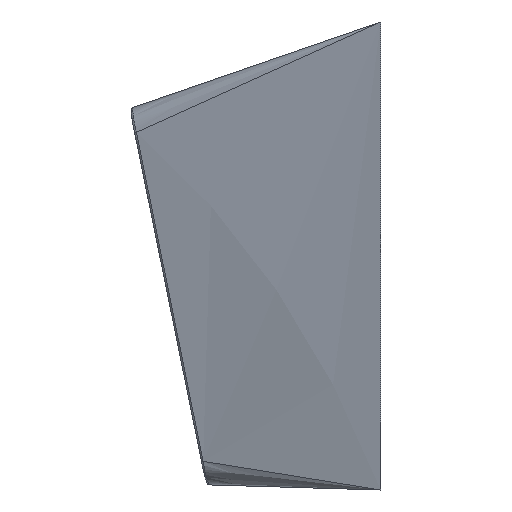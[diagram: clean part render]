
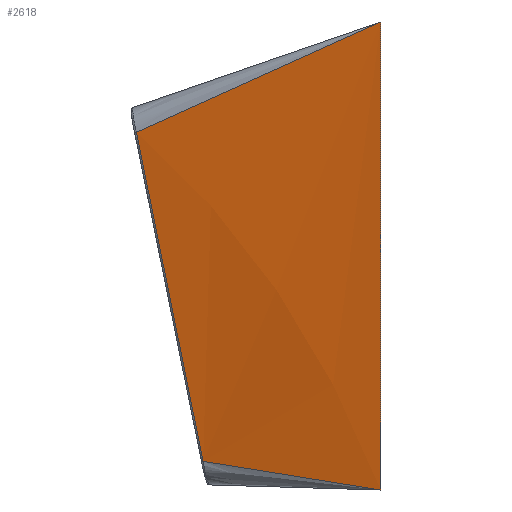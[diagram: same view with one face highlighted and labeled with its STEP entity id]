
A CAD part, left-side view. The second image highlights one B-rep face of the part: STEP entity #2618.
In plain terms, the highlighted free-form (B-spline) face has degree [3, 1] with [6, 2] control points.
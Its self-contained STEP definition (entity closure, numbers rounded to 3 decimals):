
#42 = B_SPLINE_SURFACE_WITH_KNOTS ( 'NONE', 3, 1, ( 
 ( #1753, #2446 ),
 ( #1511, #2684 ),
 ( #2193, #2956 ),
 ( #2706, #2234 ),
 ( #2202, #46 ),
 ( #1973, #57 ) ),
 .UNSPECIFIED., .F., .F., .F.,
 ( 4, 2, 4 ),
 ( 2, 2 ),
 ( 0., 0.5, 1. ),
 ( 0., 1. ),
 .UNSPECIFIED. ) ;
#46 = CARTESIAN_POINT ( 'NONE',  ( 2.65, 9.175, 12.26 ) ) ;
#57 = CARTESIAN_POINT ( 'NONE',  ( 2.65, 9.666, 14.672 ) ) ;
#81 = ORIENTED_EDGE ( 'NONE', *, *, #1049, .F. ) ;
#125 = CARTESIAN_POINT ( 'NONE',  ( 0., 0., 0. ) ) ;
#302 = LINE ( 'NONE', #1896, #2761 ) ;
#385 = B_SPLINE_CURVE_WITH_KNOTS ( 'NONE', 3,
 ( #1713, #1664, #1203, #2377 ),
 .UNSPECIFIED., .F., .F.,
 ( 4, 4 ),
 ( 0., 0.991 ),
 .UNSPECIFIED. ) ;
#473 = FACE_OUTER_BOUND ( 'NONE', #1379, .T. ) ;
#614 = CARTESIAN_POINT ( 'NONE',  ( 2.626, 8.097, 7.335 ) ) ;
#702 = CARTESIAN_POINT ( 'NONE',  ( 0., 0., 0. ) ) ;
#803 = VERTEX_POINT ( 'NONE', #2354 ) ;
#815 = CARTESIAN_POINT ( 'NONE',  ( 2.628, 9.049, 12.032 ) ) ;
#831 = VERTEX_POINT ( 'NONE', #702 ) ;
#859 = CARTESIAN_POINT ( 'NONE',  ( 2.628, 8.699, 10.307 ) ) ;
#1049 = EDGE_CURVE ( 'NONE', #1278, #831, #302, .T. ) ;
#1057 = CARTESIAN_POINT ( 'NONE',  ( 2.626, 7.844, 6.089 ) ) ;
#1080 = CARTESIAN_POINT ( 'NONE',  ( 1.817, 4.666, 0.778 ) ) ;
#1091 = ORIENTED_EDGE ( 'NONE', *, *, #2448, .T. ) ;
#1203 = CARTESIAN_POINT ( 'NONE',  ( 1.83, 6.613, 15.035 ) ) ;
#1278 = VERTEX_POINT ( 'NONE', #1704 ) ;
#1323 = B_SPLINE_CURVE_WITH_KNOTS ( 'NONE', 3,
 ( #1330, #1080, #2510, #125 ),
 .UNSPECIFIED., .F., .F.,
 ( 4, 4 ),
 ( 0.011, 1. ),
 .UNSPECIFIED. ) ;
#1330 = CARTESIAN_POINT ( 'NONE',  ( 2.623, 6.834, 1.101 ) ) ;
#1379 = EDGE_LOOP ( 'NONE', ( #1091, #1909, #1816, #81 ) ) ;
#1511 = CARTESIAN_POINT ( 'NONE',  ( 0., 0., 3. ) ) ;
#1529 = CARTESIAN_POINT ( 'NONE',  ( 2.625, 7.591, 4.842 ) ) ;
#1664 = CARTESIAN_POINT ( 'NONE',  ( 0.954, 3.479, 16.45 ) ) ;
#1704 = CARTESIAN_POINT ( 'NONE',  ( 0., 0., 18. ) ) ;
#1713 = CARTESIAN_POINT ( 'NONE',  ( 0., 0., 18. ) ) ;
#1753 = CARTESIAN_POINT ( 'NONE',  ( 0., 0., 0. ) ) ;
#1772 = CARTESIAN_POINT ( 'NONE',  ( 2.625, 7.339, 3.595 ) ) ;
#1816 = ORIENTED_EDGE ( 'NONE', *, *, #2682, .T. ) ;
#1896 = CARTESIAN_POINT ( 'NONE',  ( 0., 0., 18. ) ) ;
#1909 = ORIENTED_EDGE ( 'NONE', *, *, #2065, .T. ) ;
#1948 = VERTEX_POINT ( 'NONE', #2433 ) ;
#1973 = CARTESIAN_POINT ( 'NONE',  ( 0., 0., 18. ) ) ;
#2065 = EDGE_CURVE ( 'NONE', #803, #1948, #2514, .T. ) ;
#2193 = CARTESIAN_POINT ( 'NONE',  ( 0., 0., 6. ) ) ;
#2202 = CARTESIAN_POINT ( 'NONE',  ( 0., 0., 15. ) ) ;
#2234 = CARTESIAN_POINT ( 'NONE',  ( 2.65, 8.684, 9.848 ) ) ;
#2288 = CARTESIAN_POINT ( 'NONE',  ( 2.629, 9.399, 13.757 ) ) ;
#2354 = CARTESIAN_POINT ( 'NONE',  ( 2.629, 9.399, 13.757 ) ) ;
#2377 = CARTESIAN_POINT ( 'NONE',  ( 2.629, 9.399, 13.757 ) ) ;
#2433 = CARTESIAN_POINT ( 'NONE',  ( 2.623, 6.834, 1.101 ) ) ;
#2446 = CARTESIAN_POINT ( 'NONE',  ( 2.65, 6.72, 0.199 ) ) ;
#2448 = EDGE_CURVE ( 'NONE', #1278, #803, #385, .T. ) ;
#2487 = CARTESIAN_POINT ( 'NONE',  ( 2.627, 8.349, 8.582 ) ) ;
#2510 = CARTESIAN_POINT ( 'NONE',  ( 0.942, 2.389, 0.41 ) ) ;
#2514 = B_SPLINE_CURVE_WITH_KNOTS ( 'NONE', 3,
 ( #2288, #815, #859, #2487, #614, #1057, #1529, #1772, #2725, #2747 ),
 .UNSPECIFIED., .F., .F.,
 ( 4, 3, 3, 4 ),
 ( 0., 0.005, 0.009, 0.013 ),
 .UNSPECIFIED. ) ;
#2618 = ADVANCED_FACE ( 'NONE', ( #473 ), #42, .T. ) ;
#2682 = EDGE_CURVE ( 'NONE', #1948, #831, #1323, .T. ) ;
#2684 = CARTESIAN_POINT ( 'NONE',  ( 2.65, 7.211, 2.612 ) ) ;
#2706 = CARTESIAN_POINT ( 'NONE',  ( 0., 0., 12. ) ) ;
#2725 = CARTESIAN_POINT ( 'NONE',  ( 2.624, 7.086, 2.348 ) ) ;
#2747 = CARTESIAN_POINT ( 'NONE',  ( 2.623, 6.834, 1.101 ) ) ;
#2761 = VECTOR ( 'NONE', #3078, 1000. ) ;
#2956 = CARTESIAN_POINT ( 'NONE',  ( 2.65, 7.702, 5.024 ) ) ;
#3078 = DIRECTION ( 'NONE',  ( 0., 0., -1. ) ) ;
